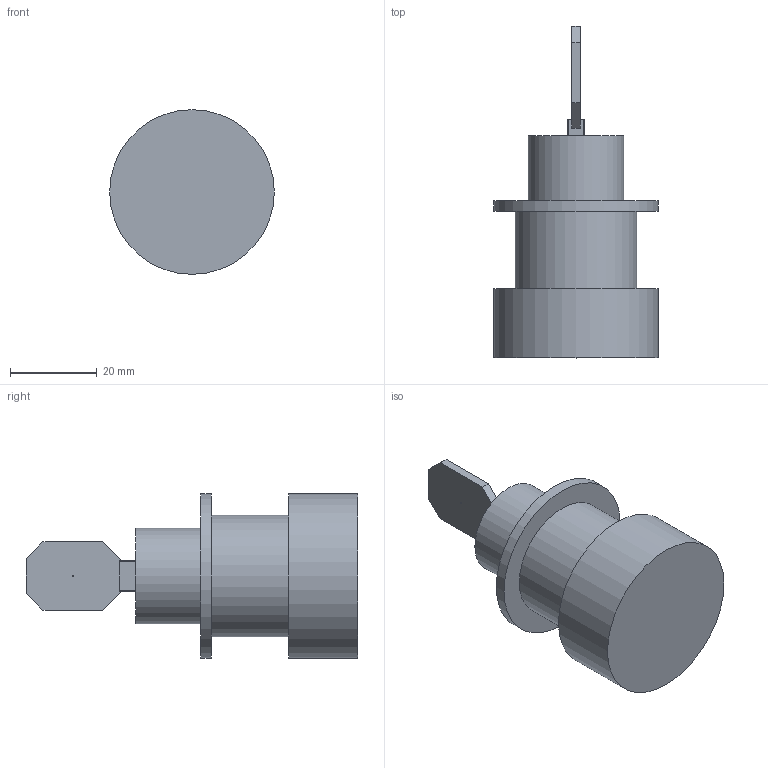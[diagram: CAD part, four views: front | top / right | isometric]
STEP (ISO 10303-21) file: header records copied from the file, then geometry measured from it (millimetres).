
FILE_DESCRIPTION (( 'STEP AP203' ), '1' );
FILE_NAME ('Y粣萇儂.STEP', '2018-11-29T06:20:33', ( 'Windows 蚚誧' ), ( '' ), 'SwSTEP 2.0', 'SolidWorks 2016', '' );
FILE_SCHEMA (( 'CONFIG_CONTROL_DESIGN' ));
Length unit declared in the file: millimetre
Products named in the file (1): Y粣萇儂
Bounding box: 38 x 76.6 x 38 mm (x, y, z)
Volume: 38349.3 mm3; surface area: 8930.8 mm2
Topology: 1 solids, 1 shells, 39 faces, 92 edges, 60 vertices
Faces by surface type: plane 31, cylinder 8
Full cylindrical faces by diameter (mm): 22 x1, 28 x1, 38 x2
Entity records: 1167 total; most frequent: CARTESIAN_POINT 188, DIRECTION 184, ORIENTED_EDGE 176, EDGE_CURVE 88, VECTOR 72, LINE 72, VERTEX_POINT 60, AXIS2_PLACEMENT_3D 56
